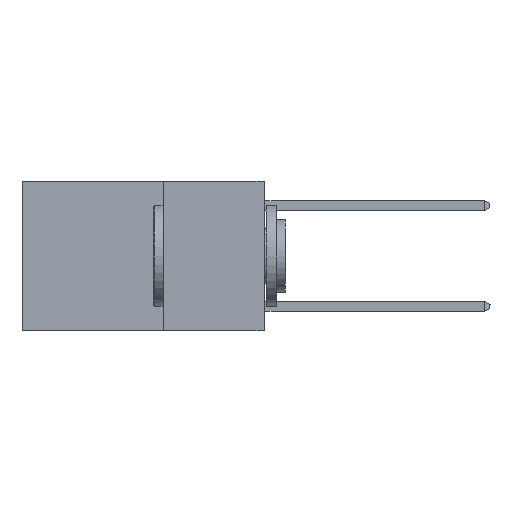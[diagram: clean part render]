
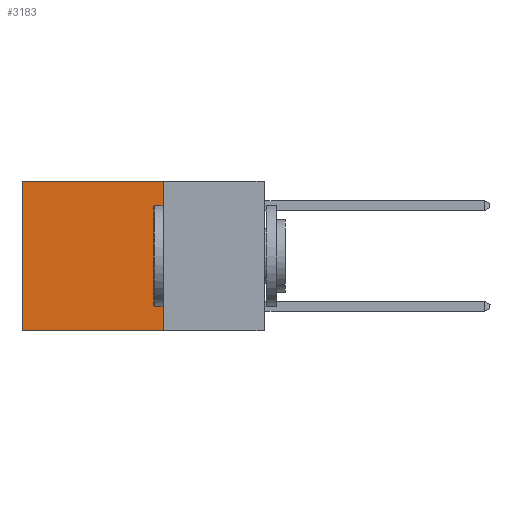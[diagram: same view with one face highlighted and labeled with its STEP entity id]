
A CAD part, left-side view. The second image highlights one B-rep face of the part: STEP entity #3183.
In plain terms, the highlighted planar face has unit normal (-1, 0, 0).
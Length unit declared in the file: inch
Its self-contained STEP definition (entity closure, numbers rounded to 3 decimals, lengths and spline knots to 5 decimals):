
#621 = EDGE_CURVE ( 'NONE', #2522, #4668, #2852, .T. ) ;
#864 = VECTOR ( 'NONE', #8146, 39.37008 ) ;
#1525 = CARTESIAN_POINT ( 'NONE',  ( 0.2625, 0.6, 0. ) ) ;
#1551 = PLANE ( 'NONE',  #13994 ) ;
#2345 = VERTEX_POINT ( 'NONE', #7726 ) ;
#2447 = FACE_OUTER_BOUND ( 'NONE', #9581, .T. ) ;
#2522 = VERTEX_POINT ( 'NONE', #1525 ) ;
#2666 = DIRECTION ( 'NONE',  ( 1., 0., 0. ) ) ;
#2852 = LINE ( 'NONE', #5002, #8552 ) ;
#3072 = EDGE_CURVE ( 'NONE', #2345, #4668, #3885, .T. ) ;
#3183 = ADVANCED_FACE ( 'NONE', ( #2447 ), #1551, .F. ) ;
#3424 = ORIENTED_EDGE ( 'NONE', *, *, #14528, .T. ) ;
#3885 = LINE ( 'NONE', #5899, #864 ) ;
#3977 = CARTESIAN_POINT ( 'NONE',  ( 0.2625, 0.6, -0.37 ) ) ;
#4328 = CARTESIAN_POINT ( 'NONE',  ( 0.2625, 0.25, 0. ) ) ;
#4668 = VERTEX_POINT ( 'NONE', #3977 ) ;
#4756 = LINE ( 'NONE', #4328, #7435 ) ;
#5002 = CARTESIAN_POINT ( 'NONE',  ( 0.2625, 0.6, 0. ) ) ;
#5403 = CARTESIAN_POINT ( 'NONE',  ( 0.2625, 0.25, 0. ) ) ;
#5899 = CARTESIAN_POINT ( 'NONE',  ( 0.2625, 0.25, -0.37 ) ) ;
#7097 = EDGE_CURVE ( 'NONE', #13711, #2345, #9492, .T. ) ;
#7435 = VECTOR ( 'NONE', #11155, 39.37008 ) ;
#7726 = CARTESIAN_POINT ( 'NONE',  ( 0.2625, 0.25, -0.37 ) ) ;
#8146 = DIRECTION ( 'NONE',  ( 0., 1., 0. ) ) ;
#8346 = CARTESIAN_POINT ( 'NONE',  ( 0.2625, 0.25, 0. ) ) ;
#8552 = VECTOR ( 'NONE', #10807, 39.37008 ) ;
#9323 = ORIENTED_EDGE ( 'NONE', *, *, #621, .T. ) ;
#9492 = LINE ( 'NONE', #5403, #12160 ) ;
#9581 = EDGE_LOOP ( 'NONE', ( #9323, #12404, #11362, #3424 ) ) ;
#10635 = DIRECTION ( 'NONE',  ( 0., 0., -1. ) ) ;
#10807 = DIRECTION ( 'NONE',  ( 0., 0., -1. ) ) ;
#11155 = DIRECTION ( 'NONE',  ( 0., 1., 0. ) ) ;
#11362 = ORIENTED_EDGE ( 'NONE', *, *, #7097, .F. ) ;
#12160 = VECTOR ( 'NONE', #13365, 39.37008 ) ;
#12404 = ORIENTED_EDGE ( 'NONE', *, *, #3072, .F. ) ;
#13151 = CARTESIAN_POINT ( 'NONE',  ( 0.2625, 0.25, 0. ) ) ;
#13365 = DIRECTION ( 'NONE',  ( 0., 0., -1. ) ) ;
#13711 = VERTEX_POINT ( 'NONE', #13151 ) ;
#13994 = AXIS2_PLACEMENT_3D ( 'NONE', #8346, #2666, #10635 ) ;
#14528 = EDGE_CURVE ( 'NONE', #13711, #2522, #4756, .T. ) ;
